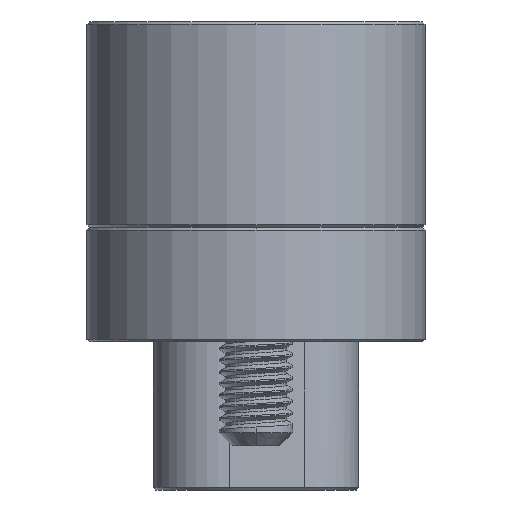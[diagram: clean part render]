
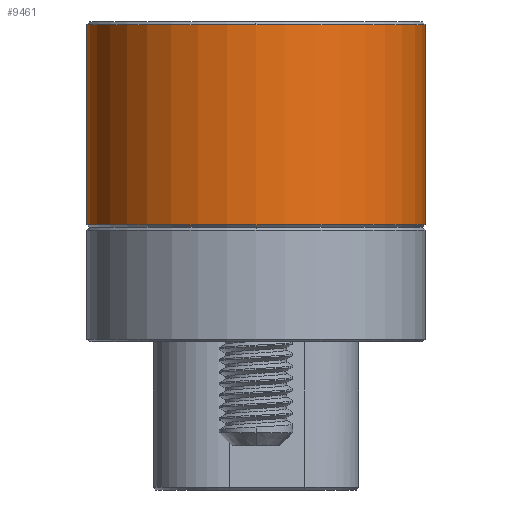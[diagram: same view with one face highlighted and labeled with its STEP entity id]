
A CAD part, left-side view. The second image highlights one B-rep face of the part: STEP entity #9461.
In plain terms, the highlighted cylindrical face has radius 6.5 mm (diameter 13 mm), a partial arc.
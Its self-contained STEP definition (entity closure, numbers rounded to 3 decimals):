
#715 = ORIENTED_EDGE ( 'NONE', *, *, #3664, .T. ) ;
#1838 = EDGE_CURVE ( 'NONE', #3824, #12639, #9817, .T. ) ;
#1860 = AXIS2_PLACEMENT_3D ( 'NONE', #13233, #12849, #14948 ) ;
#2174 = LINE ( 'NONE', #10242, #21460 ) ;
#3108 = AXIS2_PLACEMENT_3D ( 'NONE', #22470, #8345, #24577 ) ;
#3480 = CIRCLE ( 'NONE', #11066, 6.5 ) ;
#3650 = DIRECTION ( 'NONE',  ( 1., 0., 0. ) ) ;
#3664 = EDGE_CURVE ( 'NONE', #4753, #17586, #12389, .T. ) ;
#3824 = VERTEX_POINT ( 'NONE', #6872 ) ;
#3944 = EDGE_CURVE ( 'NONE', #3824, #17586, #20428, .T. ) ;
#4753 = VERTEX_POINT ( 'NONE', #20846 ) ;
#6872 = CARTESIAN_POINT ( 'NONE',  ( -13.5, 6.5, -7.8 ) ) ;
#7334 = VECTOR ( 'NONE', #8176, 1000. ) ;
#7619 = ORIENTED_EDGE ( 'NONE', *, *, #17824, .T. ) ;
#8176 = DIRECTION ( 'NONE',  ( 0., 0., 1. ) ) ;
#8345 = DIRECTION ( 'NONE',  ( 0., 0., -1. ) ) ;
#9461 = ADVANCED_FACE ( 'NONE', ( #18911 ), #15209, .T. ) ;
#9817 = CIRCLE ( 'NONE', #19481, 6.5 ) ;
#10242 = CARTESIAN_POINT ( 'NONE',  ( -13.5, -6.5, -7.9 ) ) ;
#11066 = AXIS2_PLACEMENT_3D ( 'NONE', #11553, #26071, #17740 ) ;
#11553 = CARTESIAN_POINT ( 'NONE',  ( -13.5, 0., -0.1 ) ) ;
#12254 = CARTESIAN_POINT ( 'NONE',  ( -13.5, 6.5, -7.9 ) ) ;
#12344 = DIRECTION ( 'NONE',  ( 0., 0., 1. ) ) ;
#12389 = CIRCLE ( 'NONE', #3108, 6.5 ) ;
#12639 = VERTEX_POINT ( 'NONE', #14519 ) ;
#12849 = DIRECTION ( 'NONE',  ( 0., 0., 1. ) ) ;
#13233 = CARTESIAN_POINT ( 'NONE',  ( -13.5, 0., -7.9 ) ) ;
#13419 = CARTESIAN_POINT ( 'NONE',  ( -13.5, 0., -7.8 ) ) ;
#14519 = CARTESIAN_POINT ( 'NONE',  ( -13.5, -6.5, -7.8 ) ) ;
#14948 = DIRECTION ( 'NONE',  ( 1., 0., 0. ) ) ;
#15209 = CYLINDRICAL_SURFACE ( 'NONE', #1860, 6.5 ) ;
#15472 = ORIENTED_EDGE ( 'NONE', *, *, #1838, .T. ) ;
#16746 = ORIENTED_EDGE ( 'NONE', *, *, #25459, .T. ) ;
#17586 = VERTEX_POINT ( 'NONE', #18358 ) ;
#17740 = DIRECTION ( 'NONE',  ( 1., 0., 0. ) ) ;
#17824 = EDGE_CURVE ( 'NONE', #12639, #17873, #2174, .T. ) ;
#17873 = VERTEX_POINT ( 'NONE', #23297 ) ;
#18358 = CARTESIAN_POINT ( 'NONE',  ( -13.5, 6.5, -0.1 ) ) ;
#18911 = FACE_OUTER_BOUND ( 'NONE', #22892, .T. ) ;
#19481 = AXIS2_PLACEMENT_3D ( 'NONE', #13419, #19492, #3650 ) ;
#19492 = DIRECTION ( 'NONE',  ( 0., 0., 1. ) ) ;
#20428 = LINE ( 'NONE', #12254, #7334 ) ;
#20846 = CARTESIAN_POINT ( 'NONE',  ( -20., 0., -0.1 ) ) ;
#21338 = ORIENTED_EDGE ( 'NONE', *, *, #3944, .F. ) ;
#21460 = VECTOR ( 'NONE', #12344, 1000. ) ;
#22470 = CARTESIAN_POINT ( 'NONE',  ( -13.5, 0., -0.1 ) ) ;
#22892 = EDGE_LOOP ( 'NONE', ( #21338, #15472, #7619, #16746, #715 ) ) ;
#23297 = CARTESIAN_POINT ( 'NONE',  ( -13.5, -6.5, -0.1 ) ) ;
#24577 = DIRECTION ( 'NONE',  ( 1., 0., 0. ) ) ;
#25459 = EDGE_CURVE ( 'NONE', #17873, #4753, #3480, .T. ) ;
#26071 = DIRECTION ( 'NONE',  ( 0., 0., -1. ) ) ;
